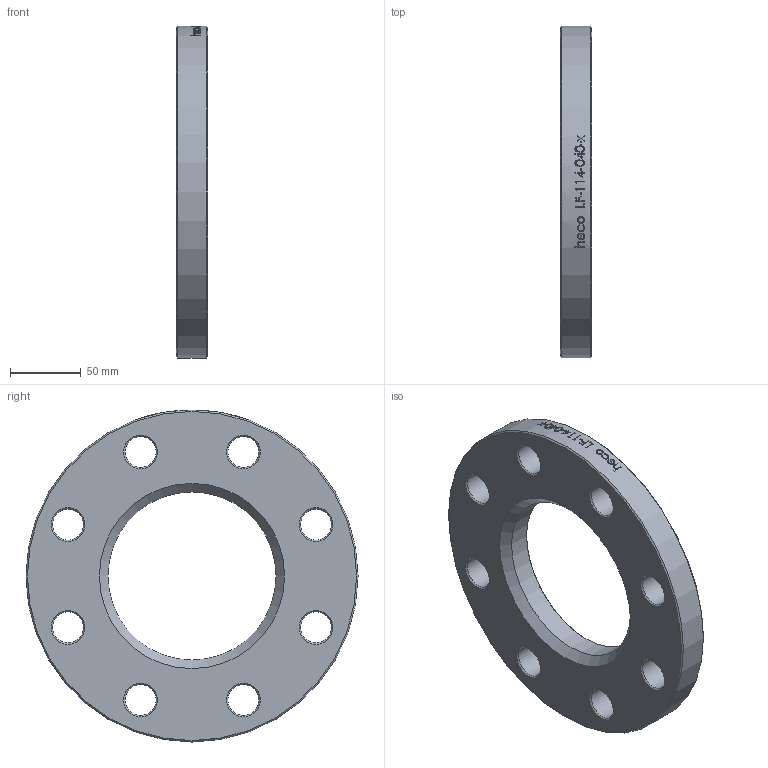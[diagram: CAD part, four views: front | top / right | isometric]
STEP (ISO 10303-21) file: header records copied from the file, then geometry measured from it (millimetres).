
FILE_DESCRIPTION (( 'STEP AP214' ), '1' );
FILE_NAME ('LF-114-040-x Loser Flansch PN40 2101.STEP', '2021-01-27T11:22:33', ( '' ), ( '' ), 'SwSTEP 2.0', 'SolidWorks 2019', '' );
FILE_SCHEMA (( 'AUTOMOTIVE_DESIGN' ));
Length unit declared in the file: millimetre
Products named in the file (1): LF-114-040-x Loser Flansch PN40 2101
Bounding box: 22 x 235 x 235 mm (x, y, z)
Volume: 634025.1 mm3; surface area: 92068.8 mm2
Topology: 1 solids, 1 shells, 54 faces, 224 edges, 194 vertices
Faces by surface type: cylinder 32, cone 20, plane 2
Full cylindrical faces by diameter (mm): 22 x8, 119 x1, 235 x1
Entity records: 4681 total; most frequent: CARTESIAN_POINT 2717, ORIENTED_EDGE 368, DIRECTION 305, VERTEX_POINT 184, EDGE_CURVE 184, AXIS2_PLACEMENT_3D 136, EDGE_LOOP 124, CIRCLE 81
